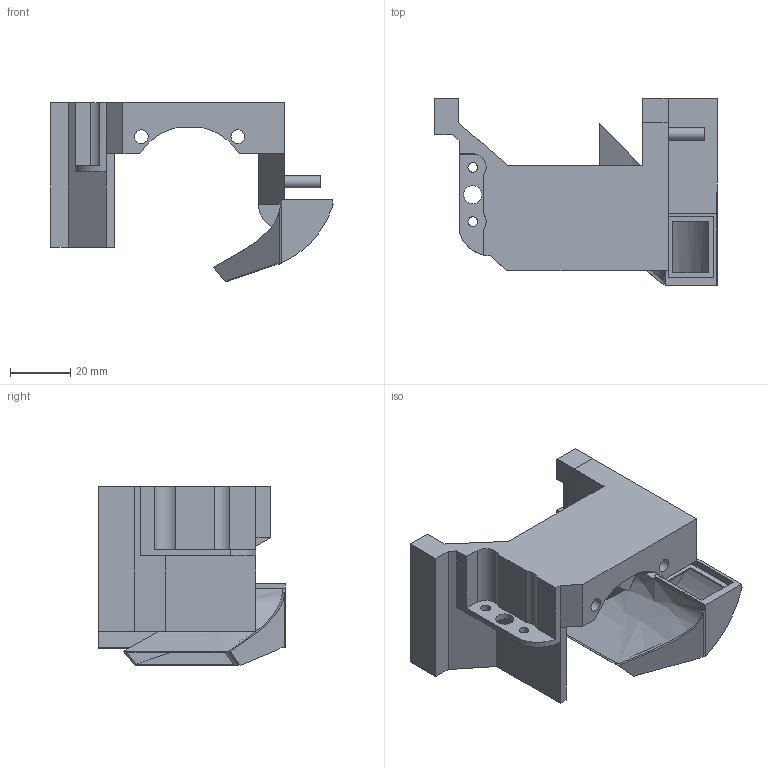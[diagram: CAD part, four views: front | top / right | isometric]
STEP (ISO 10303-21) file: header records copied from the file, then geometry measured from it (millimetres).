
FILE_DESCRIPTION(/* description */ (''),/* implementation_level */ '2;1');
FILE_NAME(/* name */ 'Monomonster+BLTouch v3.step',/* time_stamp */ '2023-01-26T17:11:42-05:00',/* author */ (''),/* organization */ (''),/* preprocessor_version */ 'ST-DEVELOPER v19.2',/* originating_system */ 'Autodesk Translation Framework v11.17.0.187',/* authorisation */ '');
FILE_SCHEMA (('AUTOMOTIVE_DESIGN { 1 0 10303 214 3 1 1 }'));
Length unit declared in the file: millimetre
Products named in the file (1): Monomonster+BLTouchSimp
Bounding box: 93.85 x 62 x 59.32 mm (x, y, z)
Volume: 48371.9 mm3; surface area: 27609.5 mm2
Topology: 2 solids, 3 shells, 233 faces, 646 edges, 426 vertices
Faces by surface type: plane 201, cylinder 17, bspline 15
Full cylindrical faces by diameter (mm): 3.2 x2, 4.05 x1, 4.5 x2, 6 x1
Entity records: 7858 total; most frequent: CARTESIAN_POINT 1944, ORIENTED_EDGE 1292, DIRECTION 1088, EDGE_CURVE 646, LINE 554, VECTOR 554, VERTEX_POINT 426, AXIS2_PLACEMENT_3D 267
